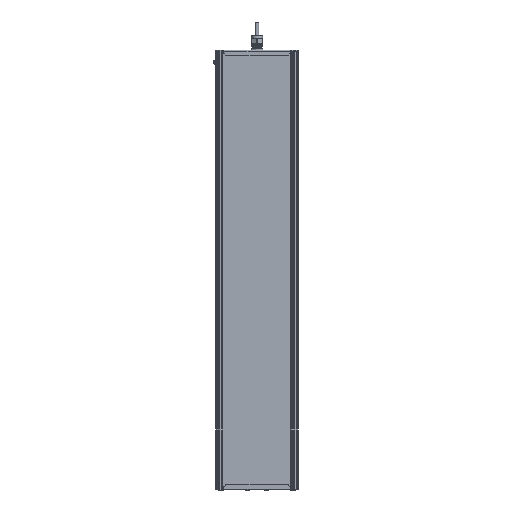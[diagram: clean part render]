
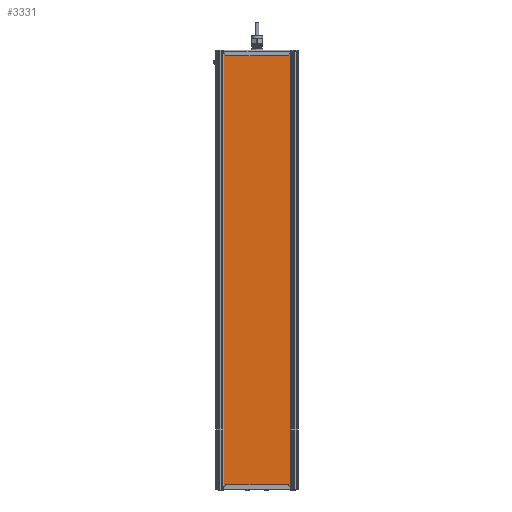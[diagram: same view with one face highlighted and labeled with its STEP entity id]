
A CAD part, front view. The second image highlights one B-rep face of the part: STEP entity #3331.
In plain terms, the highlighted face is planar.
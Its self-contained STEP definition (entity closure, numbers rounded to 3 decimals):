
#3331=ADVANCED_FACE('',(#7350),#7352,.T.);
#7350=FACE_BOUND('',#7351,.T.);
#7351=EDGE_LOOP('',(#33413,#33414,#33415,#33416));
#7352=PLANE('',#7353);
#7353=AXIS2_PLACEMENT_3D('',#7354,#7355,#7356);
#7354=CARTESIAN_POINT('',(2111.497,401.002,-34.582));
#7355=DIRECTION('',(0.,0.,-1.));
#7356=DIRECTION('',(0.,1.,0.));
#33413=ORIENTED_EDGE('',*,*,#37443,.F.);
#33414=ORIENTED_EDGE('',*,*,#37442,.T.);
#33415=ORIENTED_EDGE('',*,*,#37444,.F.);
#33416=ORIENTED_EDGE('',*,*,#37434,.F.);
#37434=EDGE_CURVE('',#40886,#40889,#40890,.T.);
#37442=EDGE_CURVE('',#40899,#40901,#40903,.T.);
#37443=EDGE_CURVE('',#40899,#40886,#40904,.T.);
#37444=EDGE_CURVE('',#40889,#40901,#40905,.T.);
#40886=VERTEX_POINT('',#48530);
#40889=VERTEX_POINT('',#48535);
#40890=LINE('',#48536,#48537);
#40899=VERTEX_POINT('',#48557);
#40901=VERTEX_POINT('',#48561);
#40903=LINE('',#48565,#48566);
#40904=LINE('',#48568,#48569);
#40905=LINE('',#48571,#48572);
#48530=CARTESIAN_POINT('',(2111.497,401.002,-34.582));
#48535=CARTESIAN_POINT('',(3107.497,401.002,-34.582));
#48536=CARTESIAN_POINT('',(2111.497,401.002,-34.582));
#48537=VECTOR('',#48538,1.);
#48538=DIRECTION('',(1.,0.,0.));
#48557=CARTESIAN_POINT('',(2111.497,565.13,-34.582));
#48561=CARTESIAN_POINT('',(3107.497,565.13,-34.582));
#48565=CARTESIAN_POINT('',(2111.497,565.13,-34.582));
#48566=VECTOR('',#48567,1.);
#48567=DIRECTION('',(1.,0.,0.));
#48568=CARTESIAN_POINT('',(2111.497,565.13,-34.582));
#48569=VECTOR('',#48570,1.);
#48570=DIRECTION('',(0.,-1.,0.));
#48571=CARTESIAN_POINT('',(3107.497,401.002,-34.582));
#48572=VECTOR('',#48573,1.);
#48573=DIRECTION('',(0.,1.,0.));
